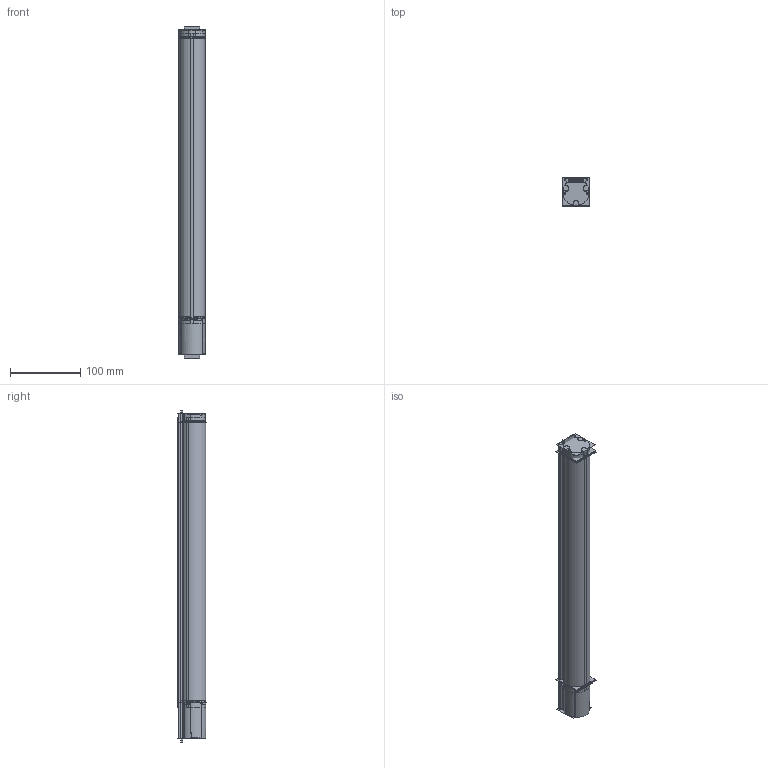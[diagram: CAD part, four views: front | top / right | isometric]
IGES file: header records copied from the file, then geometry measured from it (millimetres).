
Start section:  PTC IGES file: 231347_sm01.igs
Global section: file name: 231347_sm01.igs; native system: Creo Parametric by PTC Inc.; preprocessor: 2022414; author: banengservice; organization: Unknown; date: 20240610.140921; units: millimetre
Bounding box: 39.53 x 41.19 x 471.88 mm (x, y, z)
Volume: 215994.7 mm3; surface area: 1136686 mm2
Topology: 14 solids, 24 shells, 4890 faces, 25736 edges, 32426 vertices
Faces by surface type: bspline 2688, revolution 2202
